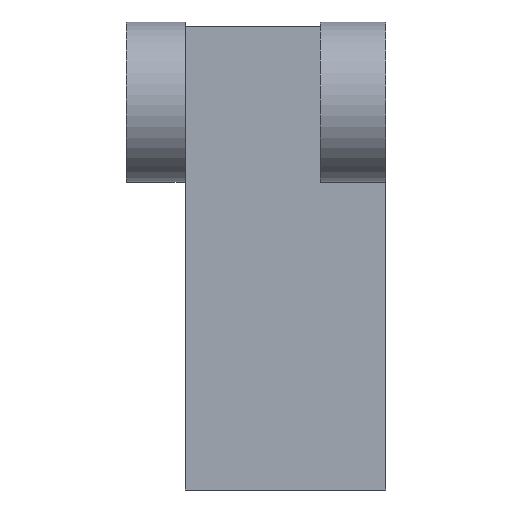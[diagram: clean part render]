
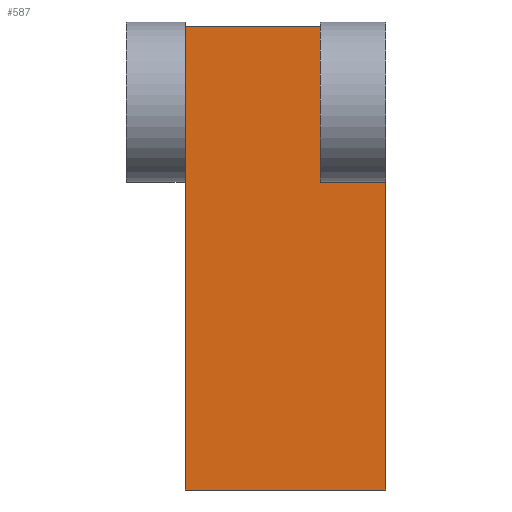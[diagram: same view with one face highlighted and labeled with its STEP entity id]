
A CAD part, left-side view. The second image highlights one B-rep face of the part: STEP entity #587.
In plain terms, the highlighted free-form (B-spline) face has degree [1, 1] with [2, 2] control points.
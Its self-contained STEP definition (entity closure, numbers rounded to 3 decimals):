
#264 = VERTEX_POINT('', #265);
#265 = CARTESIAN_POINT('', (3.5, -2.2, -14.5));
#272 = VERTEX_POINT('', #273);
#273 = CARTESIAN_POINT('', (3.5, -9.7, -14.5));
#278 = EDGE_CURVE('', #264, #272, #279, .T.);
#279 = B_SPLINE_CURVE_WITH_KNOTS('', 1, (#280, #281), .UNSPECIFIED., .F., .U., (2, 2), (0.227, 1.), .UNSPECIFIED.);
#280 = CARTESIAN_POINT('', (3.5, -2.2, -14.5));
#281 = CARTESIAN_POINT('', (3.5, -9.7, -14.5));
#312 = VERTEX_POINT('', #313);
#313 = CARTESIAN_POINT('', (3.5, -2.2, -3.));
#400 = VERTEX_POINT('', #401);
#401 = CARTESIAN_POINT('', (3.5, -2.2, 2.813));
#496 = VERTEX_POINT('', #497);
#497 = CARTESIAN_POINT('', (3.5, -9.7, -3.));
#502 = EDGE_CURVE('', #272, #496, #503, .T.);
#503 = B_SPLINE_CURVE_WITH_KNOTS('', 1, (#504, #505), .UNSPECIFIED., .F., .U., (2, 2), (0., 1.), .UNSPECIFIED.);
#504 = CARTESIAN_POINT('', (3.5, -9.7, -14.5));
#505 = CARTESIAN_POINT('', (3.5, -9.7, -3.));
#557 = EDGE_CURVE('', #558, #400, #560, .T.);
#558 = VERTEX_POINT('', #559);
#559 = CARTESIAN_POINT('', (3.5, -2.2, 2.826));
#560 = B_SPLINE_CURVE_WITH_KNOTS('', 1, (#561, #562), .UNSPECIFIED., .F., .U., (2, 2), (0.015, 0.016), .UNSPECIFIED.);
#561 = CARTESIAN_POINT('', (3.5, -2.2, 2.826));
#562 = CARTESIAN_POINT('', (3.5, -2.2, 2.813));
#574 = EDGE_CURVE('', #264, #312, #575, .T.);
#575 = B_SPLINE_CURVE_WITH_KNOTS('', 1, (#576, #577), .UNSPECIFIED., .F., .U., (2, 2), (0., 1.), .UNSPECIFIED.);
#576 = CARTESIAN_POINT('', (3.5, -2.2, -14.5));
#577 = CARTESIAN_POINT('', (3.5, -2.2, -3.));
#587 = ADVANCED_FACE('', (#588), #618, .T.);
#588 = FACE_OUTER_BOUND('', #589, .T.);
#589 = EDGE_LOOP('', (#590, #597, #604, #609, #610, #615, #616, #617));
#590 = ORIENTED_EDGE('', *, *, #591, .F.);
#591 = EDGE_CURVE('', #592, #496, #594, .T.);
#592 = VERTEX_POINT('', #593);
#593 = CARTESIAN_POINT('', (3.5, -7.25, -3.));
#594 = B_SPLINE_CURVE_WITH_KNOTS('', 1, (#595, #596), .UNSPECIFIED., .F., .U., (2, 2), (0.747, 1.), .UNSPECIFIED.);
#595 = CARTESIAN_POINT('', (3.5, -7.25, -3.));
#596 = CARTESIAN_POINT('', (3.5, -9.7, -3.));
#597 = ORIENTED_EDGE('', *, *, #598, .F.);
#598 = EDGE_CURVE('', #599, #592, #601, .T.);
#599 = VERTEX_POINT('', #600);
#600 = CARTESIAN_POINT('', (3.5, -7.25, 2.826));
#601 = B_SPLINE_CURVE_WITH_KNOTS('', 1, (#602, #603), .UNSPECIFIED., .F., .U., (2, 2), (0.015, 0.5), .UNSPECIFIED.);
#602 = CARTESIAN_POINT('', (3.5, -7.25, 2.826));
#603 = CARTESIAN_POINT('', (3.5, -7.25, -3.));
#604 = ORIENTED_EDGE('', *, *, #605, .T.);
#605 = EDGE_CURVE('', #599, #558, #606, .T.);
#606 = B_SPLINE_CURVE_WITH_KNOTS('', 1, (#607, #608), .UNSPECIFIED., .F., .U., (2, 2), (0., 1.), .UNSPECIFIED.);
#607 = CARTESIAN_POINT('', (3.5, -7.25, 2.826));
#608 = CARTESIAN_POINT('', (3.5, -2.2, 2.826));
#609 = ORIENTED_EDGE('', *, *, #557, .T.);
#610 = ORIENTED_EDGE('', *, *, #611, .T.);
#611 = EDGE_CURVE('', #400, #312, #612, .T.);
#612 = B_SPLINE_CURVE_WITH_KNOTS('', 1, (#613, #614), .UNSPECIFIED., .F., .U., (2, 2), (0.016, 0.5), .UNSPECIFIED.);
#613 = CARTESIAN_POINT('', (3.5, -2.2, 2.813));
#614 = CARTESIAN_POINT('', (3.5, -2.2, -3.));
#615 = ORIENTED_EDGE('', *, *, #574, .F.);
#616 = ORIENTED_EDGE('', *, *, #278, .T.);
#617 = ORIENTED_EDGE('', *, *, #502, .T.);
#618 = B_SPLINE_SURFACE_WITH_KNOTS('', 1, 1, ((#619, #620), (#621, #622)), .UNSPECIFIED., .F., .F., .U., (2, 2), (2, 2), (0.227, 1.), (0., 1.507), .UNSPECIFIED.);
#619 = CARTESIAN_POINT('', (3.5, -2.2, -14.5));
#620 = CARTESIAN_POINT('', (3.5, -2.2, 2.826));
#621 = CARTESIAN_POINT('', (3.5, -9.7, -14.5));
#622 = CARTESIAN_POINT('', (3.5, -9.7, 2.826));
